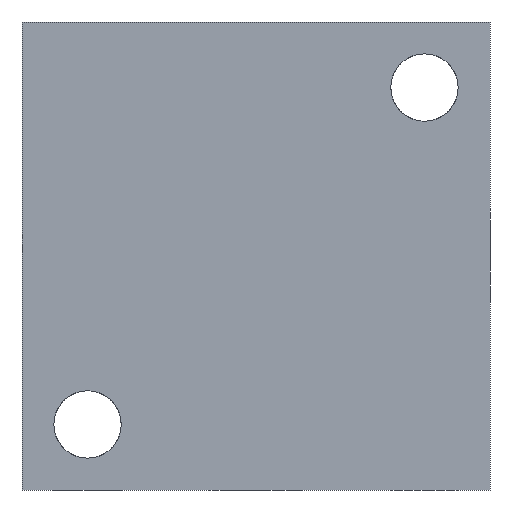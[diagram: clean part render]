
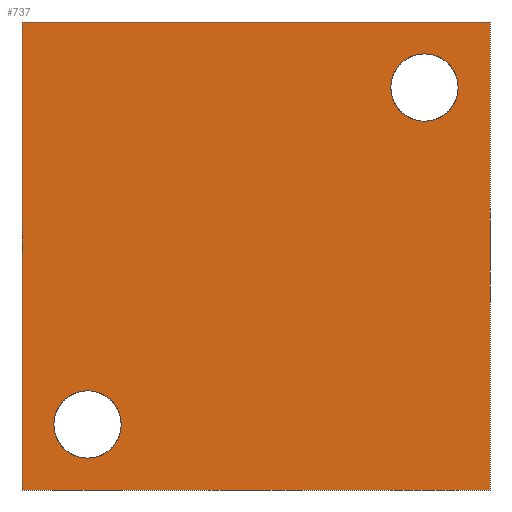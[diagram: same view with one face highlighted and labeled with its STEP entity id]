
A CAD part, front view. The second image highlights one B-rep face of the part: STEP entity #737.
In plain terms, the highlighted planar face has unit normal (0, -1, 0).
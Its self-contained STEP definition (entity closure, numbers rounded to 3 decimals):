
#25=LINE('',#1225,#51);
#27=LINE('',#1233,#53);
#28=LINE('',#1235,#54);
#29=LINE('',#1237,#55);
#51=VECTOR('',#963,1000.);
#53=VECTOR('',#971,1000.);
#54=VECTOR('',#972,1000.);
#55=VECTOR('',#973,1000.);
#74=PLANE('',#824);
#131=CIRCLE('',#825,1.8);
#132=CIRCLE('',#826,1.8);
#201=ORIENTED_EDGE('',*,*,#389,.T.);
#202=ORIENTED_EDGE('',*,*,#390,.F.);
#203=ORIENTED_EDGE('',*,*,#391,.T.);
#204=ORIENTED_EDGE('',*,*,#392,.F.);
#205=ORIENTED_EDGE('',*,*,#393,.F.);
#206=ORIENTED_EDGE('',*,*,#387,.T.);
#387=EDGE_CURVE('',#475,#474,#25,.T.);
#389=EDGE_CURVE('',#476,#476,#131,.T.);
#390=EDGE_CURVE('',#477,#477,#132,.T.);
#391=EDGE_CURVE('',#474,#478,#27,.T.);
#392=EDGE_CURVE('',#479,#478,#28,.T.);
#393=EDGE_CURVE('',#475,#479,#29,.T.);
#474=VERTEX_POINT('',#1224);
#475=VERTEX_POINT('',#1226);
#476=VERTEX_POINT('',#1230);
#477=VERTEX_POINT('',#1232);
#478=VERTEX_POINT('',#1234);
#479=VERTEX_POINT('',#1236);
#558=EDGE_LOOP('',(#201));
#559=EDGE_LOOP('',(#202));
#560=EDGE_LOOP('',(#203,#204,#205,#206));
#644=FACE_BOUND('',#558,.T.);
#645=FACE_BOUND('',#559,.T.);
#646=FACE_BOUND('',#560,.T.);
#737=ADVANCED_FACE('',(#644,#645,#646),#74,.F.);
#824=AXIS2_PLACEMENT_3D('',#1228,#965,#966);
#825=AXIS2_PLACEMENT_3D('',#1229,#967,#968);
#826=AXIS2_PLACEMENT_3D('',#1231,#969,#970);
#963=DIRECTION('',(0.,0.,-1.));
#965=DIRECTION('',(0.,1.,0.));
#966=DIRECTION('',(0.,0.,1.));
#967=DIRECTION('',(0.,1.,0.));
#968=DIRECTION('',(0.,0.,1.));
#969=DIRECTION('',(0.,-1.,0.));
#970=DIRECTION('',(0.,0.,-1.));
#971=DIRECTION('',(1.,0.,0.));
#972=DIRECTION('',(0.,0.,-1.));
#973=DIRECTION('',(1.,0.,0.));
#1224=CARTESIAN_POINT('',(-12.5,0.,-12.5));
#1225=CARTESIAN_POINT('',(-12.5,0.,12.5));
#1226=CARTESIAN_POINT('',(-12.5,0.,12.5));
#1228=CARTESIAN_POINT('',(-12.5,0.,12.5));
#1229=CARTESIAN_POINT('',(-9.,0.,-9.));
#1230=CARTESIAN_POINT('',(-9.,0.,-7.2));
#1231=CARTESIAN_POINT('',(9.,0.,9.));
#1232=CARTESIAN_POINT('',(9.,0.,7.2));
#1233=CARTESIAN_POINT('',(-12.5,0.,-12.5));
#1234=CARTESIAN_POINT('',(12.5,0.,-12.5));
#1235=CARTESIAN_POINT('',(12.5,0.,12.5));
#1236=CARTESIAN_POINT('',(12.5,0.,12.5));
#1237=CARTESIAN_POINT('',(-12.5,0.,12.5));
